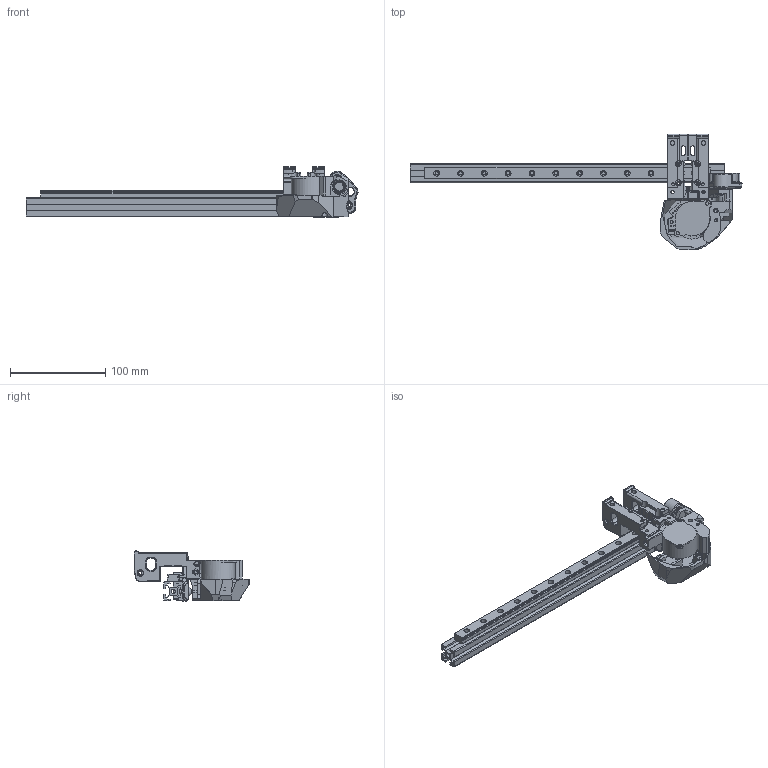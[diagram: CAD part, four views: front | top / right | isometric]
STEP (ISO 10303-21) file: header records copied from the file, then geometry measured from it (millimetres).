
FILE_DESCRIPTION(/* description */ ('STEP AP242','CAx-IF Rec.Pracs.---Representation and Presentation of Product Manufacturing Information (PMI)---4.0---2014-10-13','CAx-IF Rec.Pracs.---3D Tessellated Geometry---0.4---2014-09-14','2;1'),/* implementation_level */ '2;1');
FILE_NAME(/* name */ '62d88419b28aa268fa9fea7d',/* time_stamp */ '2022-07-20T22:39:25+00:00',/* author */ (''),/* organization */ (''),/* preprocessor_version */ 'ST-DEVELOPER v18.102',/* originating_system */ ' ',/* authorisation */ ' ');
FILE_SCHEMA (('AP242_MANAGED_MODEL_BASED_3D_ENGINEERING_MIM_LF { 1 0 10303 442 1 1 4 }'));
Length unit declared in the file: metre
Products named in the file (13): HFSB5-20-330; MGN12 rail (1); M5x10 BHCS ; x_carriage_frame_left; x_carriage_frame_right; XY Joint - Left; Door; Cable Gland Mount; motor; SOLID.step; EBB36 V1.0; 2010 Fan
Bounding box: 348.37 x 121.49 x 52.49 mm (x, y, z)
Volume: 191112.4 mm3; surface area: 131827.2 mm2
Topology: 13 solids, 13 shells, 1992 faces, 5384 edges, 3470 vertices
Faces by surface type: plane 1278, cylinder 483, cone 82, bspline 75, torus 62, sphere 12
Full cylindrical faces by diameter (mm): 0.7 x2, 0.9 x6, 0.96 x18, 1 x15, 1.2 x4, 1.4 x2, 1.723 x2, 1.865 x2, 1.9 x2, 2.4 x3, 2.434 x2, 2.634 x2, 2.9 x2, 3.1 x2, 3.3 x2, 3.4 x8, 3.5 x22, 4.2 x1, 4.7 x7, 5 x2, 5.4 x7, 5.8 x3, 6 x20, 7 x3, 8.8 x2, 9 x2, 9.5 x2, 10 x1, 19 x2, 36 x1
Entity records: 67383 total; most frequent: CARTESIAN_POINT 16416, ORIENTED_EDGE 10250, DIRECTION 9843, EDGE_CURVE 5125, LINE 3549, VECTOR 3549, VERTEX_POINT 3394, AXIS2_PLACEMENT_3D 3147
